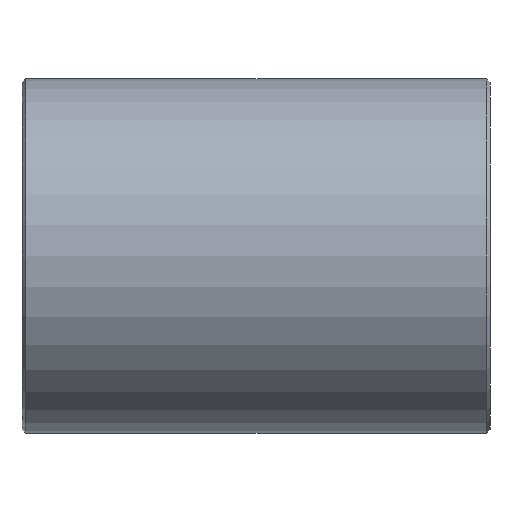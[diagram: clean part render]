
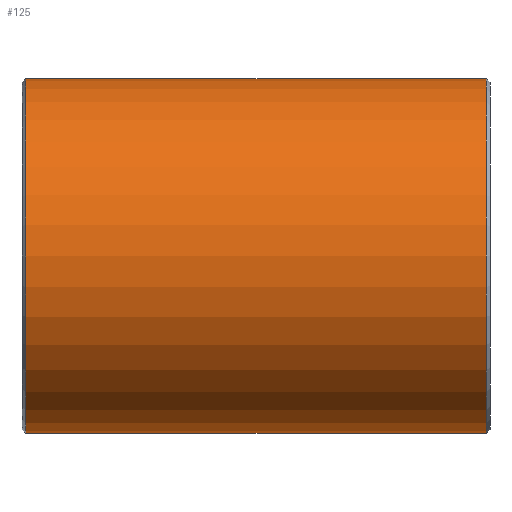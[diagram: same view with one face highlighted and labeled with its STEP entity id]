
A CAD part, front view. The second image highlights one B-rep face of the part: STEP entity #125.
In plain terms, the highlighted cylindrical face has radius 5 mm (diameter 10 mm), a partial arc.
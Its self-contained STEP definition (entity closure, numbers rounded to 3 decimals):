
#4 = VERTEX_POINT ( 'NONE', #156 ) ;
#7 = EDGE_LOOP ( 'NONE', ( #172, #134, #206, #89 ) ) ;
#21 = CIRCLE ( 'NONE', #118, 5. ) ;
#48 = EDGE_CURVE ( 'NONE', #60, #4, #113, .T. ) ;
#50 = CARTESIAN_POINT ( 'NONE',  ( 6.6, 0., 5. ) ) ;
#60 = VERTEX_POINT ( 'NONE', #179 ) ;
#73 = EDGE_CURVE ( 'NONE', #60, #234, #260, .T. ) ;
#89 = ORIENTED_EDGE ( 'NONE', *, *, #235, .T. ) ;
#102 = FACE_OUTER_BOUND ( 'NONE', #7, .T. ) ;
#113 = CIRCLE ( 'NONE', #174, 5. ) ;
#118 = AXIS2_PLACEMENT_3D ( 'NONE', #321, #267, #129 ) ;
#125 = ADVANCED_FACE ( 'NONE', ( #102 ), #221, .T. ) ;
#129 = DIRECTION ( 'NONE',  ( 0., 0., -1. ) ) ;
#131 = VECTOR ( 'NONE', #322, 1000. ) ;
#134 = ORIENTED_EDGE ( 'NONE', *, *, #48, .T. ) ;
#147 = AXIS2_PLACEMENT_3D ( 'NONE', #324, #190, #246 ) ;
#149 = VECTOR ( 'NONE', #167, 1000. ) ;
#156 = CARTESIAN_POINT ( 'NONE',  ( 6.5, 0., 5. ) ) ;
#167 = DIRECTION ( 'NONE',  ( -1., 0., 0. ) ) ;
#172 = ORIENTED_EDGE ( 'NONE', *, *, #73, .F. ) ;
#174 = AXIS2_PLACEMENT_3D ( 'NONE', #261, #264, #295 ) ;
#179 = CARTESIAN_POINT ( 'NONE',  ( 6.5, 0., -5. ) ) ;
#190 = DIRECTION ( 'NONE',  ( -1., 0., 0. ) ) ;
#206 = ORIENTED_EDGE ( 'NONE', *, *, #344, .T. ) ;
#216 = CARTESIAN_POINT ( 'NONE',  ( -6.5, 0., -5. ) ) ;
#221 = CYLINDRICAL_SURFACE ( 'NONE', #147, 5. ) ;
#234 = VERTEX_POINT ( 'NONE', #216 ) ;
#235 = EDGE_CURVE ( 'NONE', #336, #234, #21, .T. ) ;
#246 = DIRECTION ( 'NONE',  ( 0., 0., 1. ) ) ;
#260 = LINE ( 'NONE', #290, #131 ) ;
#261 = CARTESIAN_POINT ( 'NONE',  ( 6.5, 0., 0. ) ) ;
#264 = DIRECTION ( 'NONE',  ( -1., 0., 0. ) ) ;
#267 = DIRECTION ( 'NONE',  ( 1., 0., 0. ) ) ;
#290 = CARTESIAN_POINT ( 'NONE',  ( 6.6, 0., -5. ) ) ;
#295 = DIRECTION ( 'NONE',  ( 0., 0., -1. ) ) ;
#304 = CARTESIAN_POINT ( 'NONE',  ( -6.5, 0., 5. ) ) ;
#321 = CARTESIAN_POINT ( 'NONE',  ( -6.5, 0., 0. ) ) ;
#322 = DIRECTION ( 'NONE',  ( -1., 0., 0. ) ) ;
#324 = CARTESIAN_POINT ( 'NONE',  ( 6.6, 0., 0. ) ) ;
#333 = LINE ( 'NONE', #50, #149 ) ;
#336 = VERTEX_POINT ( 'NONE', #304 ) ;
#344 = EDGE_CURVE ( 'NONE', #4, #336, #333, .T. ) ;
